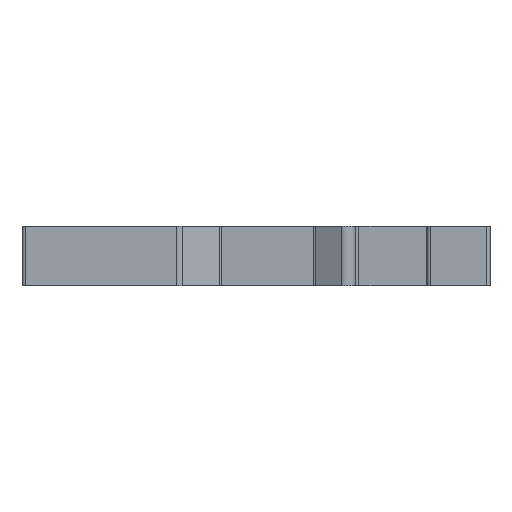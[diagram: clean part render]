
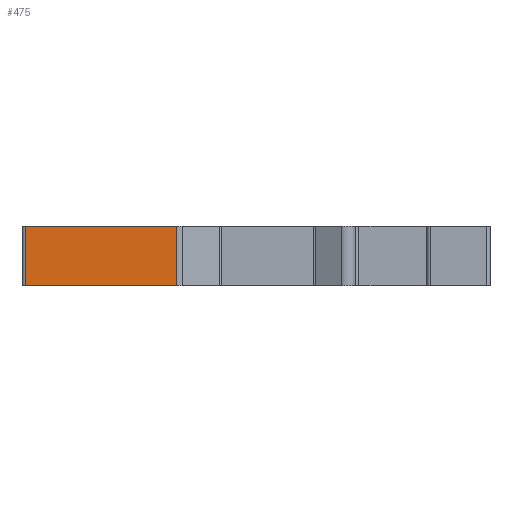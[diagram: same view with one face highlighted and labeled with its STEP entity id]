
A CAD part, left-side view. The second image highlights one B-rep face of the part: STEP entity #475.
In plain terms, the highlighted planar face has unit normal (-1, 0, 0).
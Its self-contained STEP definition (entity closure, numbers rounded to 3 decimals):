
#475=ADVANCED_FACE('',(#1182),#918,.T.);
#918=PLANE('',#8818);
#1182=FACE_OUTER_BOUND('',#1654,.T.);
#1654=EDGE_LOOP('',(#2912,#2913,#2914,#2915));
#2912=ORIENTED_EDGE('',*,*,#6109,.T.);
#2913=ORIENTED_EDGE('',*,*,#6110,.T.);
#2914=ORIENTED_EDGE('',*,*,#5908,.F.);
#2915=ORIENTED_EDGE('',*,*,#6105,.T.);
#5120=VERTEX_POINT('',#12295);
#5121=VERTEX_POINT('',#12297);
#5266=VERTEX_POINT('',#12871);
#5269=VERTEX_POINT('',#12881);
#5908=EDGE_CURVE('',#5120,#5121,#7119,.T.);
#6105=EDGE_CURVE('',#5120,#5266,#7225,.T.);
#6109=EDGE_CURVE('',#5266,#5269,#7229,.T.);
#6110=EDGE_CURVE('',#5269,#5121,#7230,.T.);
#7119=LINE('',#12296,#7945);
#7225=LINE('',#12872,#8051);
#7229=LINE('',#12880,#8055);
#7230=LINE('',#12882,#8056);
#7945=VECTOR('',#9696,1.);
#8051=VECTOR('',#10048,1.);
#8055=VECTOR('',#10056,1.);
#8056=VECTOR('',#10057,1.);
#8818=AXIS2_PLACEMENT_3D('',#12883,#10058,#10059);
#9696=DIRECTION('',(0.,-1.,0.));
#10048=DIRECTION('',(0.,0.,-1.));
#10056=DIRECTION('',(0.,-1.,0.));
#10057=DIRECTION('',(0.,0.,1.));
#10058=DIRECTION('',(-1.,0.,0.));
#10059=DIRECTION('',(0.,0.,1.));
#12295=CARTESIAN_POINT('',(-36.,-0.3,0.));
#12296=CARTESIAN_POINT('',(-36.,-0.3,0.));
#12297=CARTESIAN_POINT('',(-36.,-13.232,0.));
#12871=CARTESIAN_POINT('',(-36.,-0.3,-5.1));
#12872=CARTESIAN_POINT('',(-36.,-0.3,0.));
#12880=CARTESIAN_POINT('',(-36.,-0.3,-5.1));
#12881=CARTESIAN_POINT('',(-36.,-13.232,-5.1));
#12882=CARTESIAN_POINT('',(-36.,-13.232,-5.1));
#12883=CARTESIAN_POINT('',(-36.,0.,0.));
